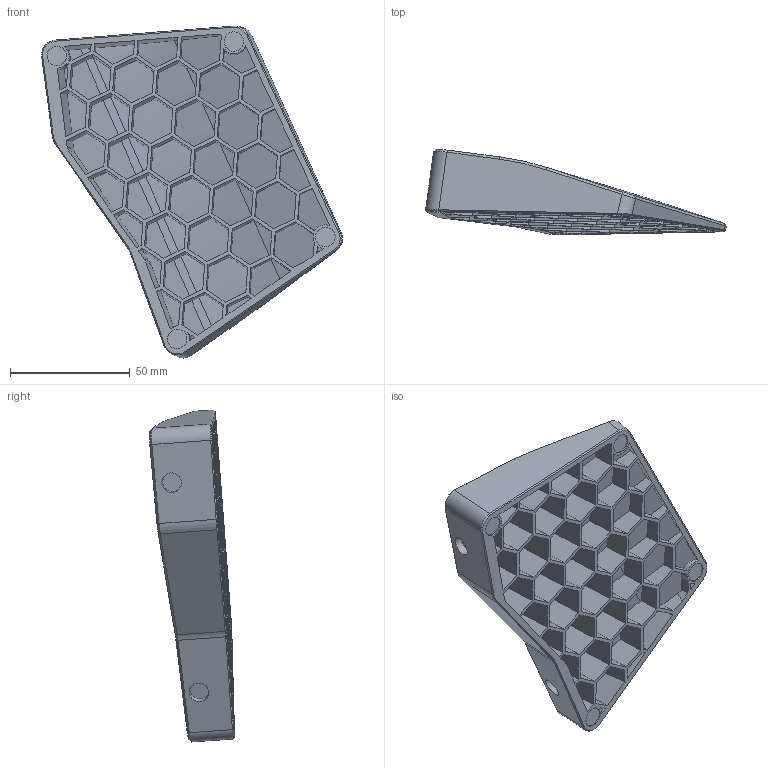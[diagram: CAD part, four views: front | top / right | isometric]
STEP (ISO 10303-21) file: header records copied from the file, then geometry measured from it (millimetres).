
FILE_DESCRIPTION(/* description */ (''),/* implementation_level */ '2;1');
FILE_NAME(/* name */ 'R-Wristrest.step',/* time_stamp */ '2022-10-19T11:14:17+03:00',/* author */ (''),/* organization */ (''),/* preprocessor_version */ 'ST-DEVELOPER v19',/* originating_system */ 'Autodesk Translation Framework v11.7.0.108',/* authorisation */ '');
FILE_SCHEMA (('AUTOMOTIVE_DESIGN { 1 0 10303 214 3 1 1 }'));
Length unit declared in the file: millimetre
Products named in the file (1): Pehmis-Rannetuki-L (3)
Bounding box: 125.69 x 35.55 x 138.66 mm (x, y, z)
Volume: 75116 mm3; surface area: 57906.8 mm2
Topology: 1 solids, 2 shells, 393 faces, 992 edges, 652 vertices
Faces by surface type: plane 311, cylinder 48, bspline 34
Full cylindrical faces by diameter (mm): 8.2 x6
Entity records: 12254 total; most frequent: CARTESIAN_POINT 2827, ORIENTED_EDGE 1984, DIRECTION 1800, EDGE_CURVE 992, LINE 766, VECTOR 766, VERTEX_POINT 652, AXIS2_PLACEMENT_3D 517
